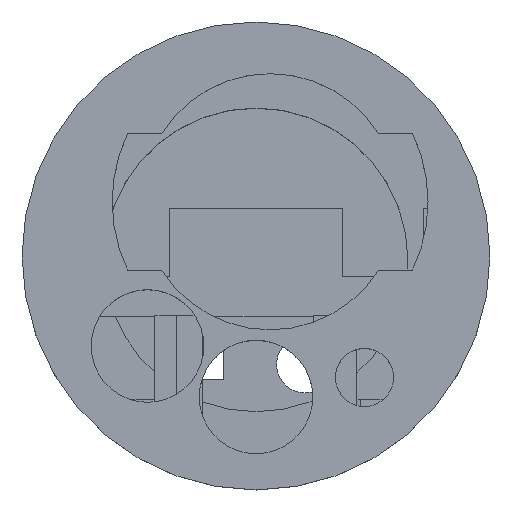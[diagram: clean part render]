
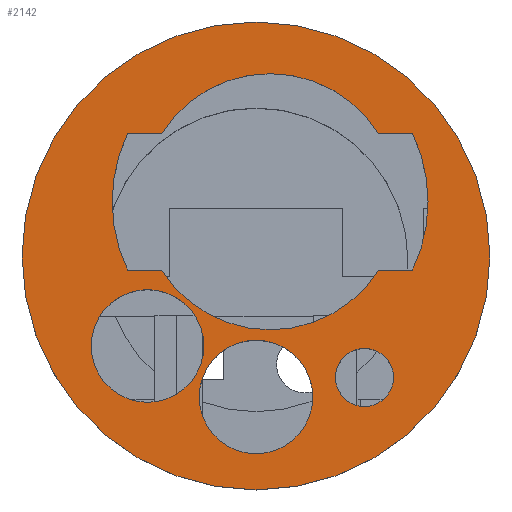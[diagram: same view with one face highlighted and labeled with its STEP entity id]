
A CAD part, top view. The second image highlights one B-rep face of the part: STEP entity #2142.
In plain terms, the highlighted planar face has unit normal (0, 0, 1).
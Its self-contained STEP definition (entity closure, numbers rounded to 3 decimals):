
#32=FACE_BOUND('',#338,.T.);
#33=FACE_BOUND('',#339,.T.);
#34=FACE_BOUND('',#340,.T.);
#35=FACE_BOUND('',#341,.T.);
#72=CIRCLE('',#2260,18.5);
#74=CIRCLE('',#2263,15.);
#96=CIRCLE('',#2312,6.6);
#98=CIRCLE('',#2315,3.4);
#100=CIRCLE('',#2318,6.65);
#102=CIRCLE('',#2321,18.5);
#105=CIRCLE('',#2327,27.4);
#106=CIRCLE('',#2328,15.);
#209=FACE_OUTER_BOUND('',#337,.T.);
#337=EDGE_LOOP('',(#1716));
#338=EDGE_LOOP('',(#1717));
#339=EDGE_LOOP('',(#1718,#1719,#1720,#1721,#1722,#1723,#1724,#1725));
#340=EDGE_LOOP('',(#1726));
#341=EDGE_LOOP('',(#1727));
#481=LINE('',#3217,#713);
#565=LINE('',#3444,#797);
#568=LINE('',#3458,#800);
#569=LINE('',#3459,#801);
#713=VECTOR('',#2574,10.);
#797=VECTOR('',#2788,10.);
#800=VECTOR('',#2803,10.);
#801=VECTOR('',#2804,10.);
#948=VERTEX_POINT('',#3214);
#949=VERTEX_POINT('',#3216);
#952=VERTEX_POINT('',#3224);
#956=VERTEX_POINT('',#3233);
#957=VERTEX_POINT('',#3235);
#1018=VERTEX_POINT('',#3417);
#1020=VERTEX_POINT('',#3423);
#1022=VERTEX_POINT('',#3429);
#1023=VERTEX_POINT('',#3433);
#1026=VERTEX_POINT('',#3438);
#1031=VERTEX_POINT('',#3454);
#1032=VERTEX_POINT('',#3456);
#1171=EDGE_CURVE('',#949,#948,#481,.T.);
#1177=EDGE_CURVE('',#952,#949,#72,.T.);
#1180=EDGE_CURVE('',#957,#956,#74,.T.);
#1275=EDGE_CURVE('',#1018,#1018,#96,.T.);
#1278=EDGE_CURVE('',#1020,#1020,#98,.T.);
#1281=EDGE_CURVE('',#1022,#1022,#100,.T.);
#1285=EDGE_CURVE('',#1023,#1026,#102,.T.);
#1287=EDGE_CURVE('',#1026,#957,#565,.T.);
#1292=EDGE_CURVE('',#1031,#1031,#105,.T.);
#1293=EDGE_CURVE('',#948,#1032,#106,.T.);
#1294=EDGE_CURVE('',#1032,#1023,#568,.T.);
#1295=EDGE_CURVE('',#956,#952,#569,.T.);
#1716=ORIENTED_EDGE('',*,*,#1292,.F.);
#1717=ORIENTED_EDGE('',*,*,#1275,.T.);
#1718=ORIENTED_EDGE('',*,*,#1171,.T.);
#1719=ORIENTED_EDGE('',*,*,#1293,.T.);
#1720=ORIENTED_EDGE('',*,*,#1294,.T.);
#1721=ORIENTED_EDGE('',*,*,#1285,.T.);
#1722=ORIENTED_EDGE('',*,*,#1287,.T.);
#1723=ORIENTED_EDGE('',*,*,#1180,.T.);
#1724=ORIENTED_EDGE('',*,*,#1295,.T.);
#1725=ORIENTED_EDGE('',*,*,#1177,.T.);
#1726=ORIENTED_EDGE('',*,*,#1281,.T.);
#1727=ORIENTED_EDGE('',*,*,#1278,.T.);
#2039=PLANE('',#2326);
#2142=ADVANCED_FACE('',(#209,#32,#33,#34,#35),#2039,.T.);
#2260=AXIS2_PLACEMENT_3D('',#3228,#2583,#2584);
#2263=AXIS2_PLACEMENT_3D('',#3236,#2590,#2591);
#2312=AXIS2_PLACEMENT_3D('',#3419,#2761,#2762);
#2315=AXIS2_PLACEMENT_3D('',#3425,#2768,#2769);
#2318=AXIS2_PLACEMENT_3D('',#3431,#2775,#2776);
#2321=AXIS2_PLACEMENT_3D('',#3440,#2783,#2784);
#2326=AXIS2_PLACEMENT_3D('',#3453,#2797,#2798);
#2327=AXIS2_PLACEMENT_3D('',#3455,#2799,#2800);
#2328=AXIS2_PLACEMENT_3D('',#3457,#2801,#2802);
#2574=DIRECTION('',(1.,0.,0.));
#2583=DIRECTION('center_axis',(0.,0.,-1.));
#2584=DIRECTION('ref_axis',(0.902,-0.432,0.));
#2590=DIRECTION('center_axis',(0.,0.,-1.));
#2591=DIRECTION('ref_axis',(0.846,0.533,0.));
#2761=DIRECTION('center_axis',(0.,0.,-1.));
#2762=DIRECTION('ref_axis',(-1.,0.,0.));
#2768=DIRECTION('center_axis',(0.,0.,-1.));
#2769=DIRECTION('ref_axis',(-1.,0.,0.));
#2775=DIRECTION('center_axis',(0.,0.,-1.));
#2776=DIRECTION('ref_axis',(-1.,0.,0.));
#2783=DIRECTION('center_axis',(0.,0.,-1.));
#2784=DIRECTION('ref_axis',(-0.902,0.432,0.));
#2788=DIRECTION('',(-1.,0.,0.));
#2797=DIRECTION('center_axis',(0.,0.,1.));
#2798=DIRECTION('ref_axis',(1.,0.,0.));
#2799=DIRECTION('center_axis',(0.,0.,-1.));
#2800=DIRECTION('ref_axis',(-1.,0.,0.));
#2801=DIRECTION('center_axis',(0.,0.,-1.));
#2802=DIRECTION('ref_axis',(-0.846,-0.533,0.));
#2803=DIRECTION('',(1.,0.,0.));
#2804=DIRECTION('',(-1.,0.,0.));
#3214=CARTESIAN_POINT('',(-11.038,14.35,0.));
#3216=CARTESIAN_POINT('',(-15.03,14.35,0.));
#3217=CARTESIAN_POINT('',(-15.03,14.35,0.));
#3224=CARTESIAN_POINT('',(-15.03,-1.65,0.));
#3228=CARTESIAN_POINT('Origin',(1.651,6.35,0.));
#3233=CARTESIAN_POINT('',(-11.038,-1.65,0.));
#3235=CARTESIAN_POINT('',(14.34,-1.65,0.));
#3236=CARTESIAN_POINT('Origin',(1.651,6.35,0.));
#3417=CARTESIAN_POINT('',(-6.1,-10.541,0.));
#3419=CARTESIAN_POINT('Origin',(-12.7,-10.541,0.));
#3423=CARTESIAN_POINT('',(16.1,-14.224,0.));
#3425=CARTESIAN_POINT('Origin',(12.7,-14.224,0.));
#3429=CARTESIAN_POINT('',(6.65,-16.51,0.));
#3431=CARTESIAN_POINT('Origin',(0.,-16.51,0.));
#3433=CARTESIAN_POINT('',(18.332,14.35,0.));
#3438=CARTESIAN_POINT('',(18.332,-1.65,0.));
#3440=CARTESIAN_POINT('Origin',(1.651,6.35,0.));
#3444=CARTESIAN_POINT('',(18.332,-1.65,0.));
#3453=CARTESIAN_POINT('Origin',(0.,0.,0.));
#3454=CARTESIAN_POINT('',(27.4,0.,0.));
#3455=CARTESIAN_POINT('Origin',(0.,0.,0.));
#3456=CARTESIAN_POINT('',(14.34,14.35,0.));
#3457=CARTESIAN_POINT('Origin',(1.651,6.35,0.));
#3458=CARTESIAN_POINT('',(14.34,14.35,0.));
#3459=CARTESIAN_POINT('',(-11.038,-1.65,0.));
